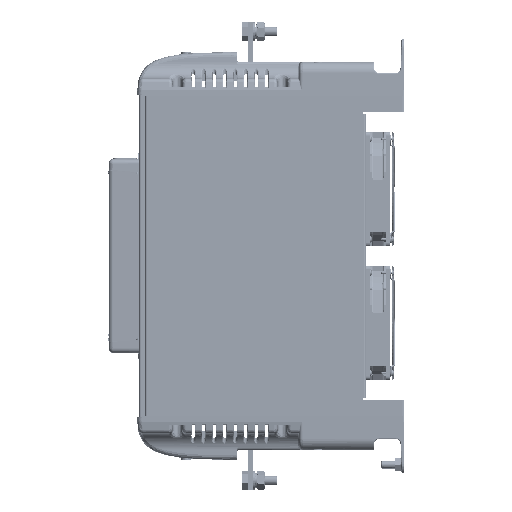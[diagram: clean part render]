
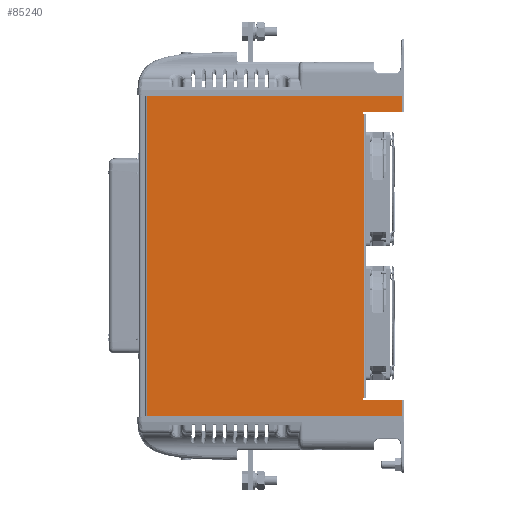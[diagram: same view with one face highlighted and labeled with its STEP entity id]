
A CAD part, left-side view. The second image highlights one B-rep face of the part: STEP entity #85240.
In plain terms, the highlighted planar face has unit normal (-1, 0, 0).
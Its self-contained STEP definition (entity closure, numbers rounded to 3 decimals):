
#85240=ADVANCED_FACE('',(#233609),#233611,.T.);
#233609=FACE_BOUND('',#233610,.T.);
#233610=EDGE_LOOP('',(#290877,#290878,#290879,#290880,#290881,#290882,#290883,#290884,
#290885,#290886,#290887,#290888,#290889,#290890,#290891,#290892,#290893,#290894,
#290895,#290896,#290897,#290898,#290899,#290900,#290901,#290902,#290903,#290904));
#233611=PLANE('',#233612);
#233612=AXIS2_PLACEMENT_3D('',#233613,#233614,#233615);
#233613=CARTESIAN_POINT('',(-99.,142.1,167.5));
#233614=DIRECTION('',(-1.,0.,0.));
#233615=DIRECTION('',(0.,-1.,0.));
#290877=ORIENTED_EDGE('',*,*,#320725,.T.);
#290878=ORIENTED_EDGE('',*,*,#320726,.T.);
#290879=ORIENTED_EDGE('',*,*,#320727,.F.);
#290880=ORIENTED_EDGE('',*,*,#320728,.F.);
#290881=ORIENTED_EDGE('',*,*,#320729,.T.);
#290882=ORIENTED_EDGE('',*,*,#320730,.T.);
#290883=ORIENTED_EDGE('',*,*,#320731,.T.);
#290884=ORIENTED_EDGE('',*,*,#320732,.T.);
#290885=ORIENTED_EDGE('',*,*,#320733,.T.);
#290886=ORIENTED_EDGE('',*,*,#320734,.F.);
#290887=ORIENTED_EDGE('',*,*,#320735,.F.);
#290888=ORIENTED_EDGE('',*,*,#320736,.F.);
#290889=ORIENTED_EDGE('',*,*,#320737,.T.);
#290890=ORIENTED_EDGE('',*,*,#320738,.T.);
#290891=ORIENTED_EDGE('',*,*,#320739,.T.);
#290892=ORIENTED_EDGE('',*,*,#320740,.T.);
#290893=ORIENTED_EDGE('',*,*,#320741,.T.);
#290894=ORIENTED_EDGE('',*,*,#320742,.T.);
#290895=ORIENTED_EDGE('',*,*,#320743,.T.);
#290896=ORIENTED_EDGE('',*,*,#320744,.F.);
#290897=ORIENTED_EDGE('',*,*,#320745,.T.);
#290898=ORIENTED_EDGE('',*,*,#320746,.F.);
#290899=ORIENTED_EDGE('',*,*,#320747,.T.);
#290900=ORIENTED_EDGE('',*,*,#320748,.T.);
#290901=ORIENTED_EDGE('',*,*,#320749,.T.);
#290902=ORIENTED_EDGE('',*,*,#320750,.T.);
#290903=ORIENTED_EDGE('',*,*,#320751,.T.);
#290904=ORIENTED_EDGE('',*,*,#320752,.F.);
#320725=EDGE_CURVE('',#365288,#365289,#365290,.T.);
#320726=EDGE_CURVE('',#365289,#365291,#365292,.T.);
#320727=EDGE_CURVE('',#365293,#365291,#365294,.T.);
#320728=EDGE_CURVE('',#365295,#365293,#365296,.T.);
#320729=EDGE_CURVE('',#365295,#365297,#365298,.T.);
#320730=EDGE_CURVE('',#365297,#365299,#365300,.T.);
#320731=EDGE_CURVE('',#365299,#365301,#365302,.T.);
#320732=EDGE_CURVE('',#365301,#365303,#365304,.T.);
#320733=EDGE_CURVE('',#365303,#365305,#365306,.T.);
#320734=EDGE_CURVE('',#365307,#365305,#365308,.T.);
#320735=EDGE_CURVE('',#365309,#365307,#365310,.T.);
#320736=EDGE_CURVE('',#365311,#365309,#365312,.T.);
#320737=EDGE_CURVE('',#365311,#365313,#365314,.T.);
#320738=EDGE_CURVE('',#365313,#365315,#365316,.T.);
#320739=EDGE_CURVE('',#365315,#365317,#365318,.T.);
#320740=EDGE_CURVE('',#365317,#365319,#365320,.T.);
#320741=EDGE_CURVE('',#365319,#365321,#365322,.T.);
#320742=EDGE_CURVE('',#365321,#365323,#365324,.T.);
#320743=EDGE_CURVE('',#365323,#365325,#365326,.T.);
#320744=EDGE_CURVE('',#365327,#365325,#365328,.T.);
#320745=EDGE_CURVE('',#365327,#365329,#365330,.T.);
#320746=EDGE_CURVE('',#365331,#365329,#365332,.T.);
#320747=EDGE_CURVE('',#365331,#365333,#365334,.T.);
#320748=EDGE_CURVE('',#365333,#365335,#365336,.T.);
#320749=EDGE_CURVE('',#365335,#365337,#365338,.T.);
#320750=EDGE_CURVE('',#365337,#365339,#365340,.T.);
#320751=EDGE_CURVE('',#365339,#365341,#365342,.T.);
#320752=EDGE_CURVE('',#365288,#365341,#365343,.T.);
#365288=VERTEX_POINT('',#596696);
#365289=VERTEX_POINT('',#596697);
#365290=LINE('',#596698,#596699);
#365291=VERTEX_POINT('',#596701);
#365292=LINE('',#596702,#596703);
#365293=VERTEX_POINT('',#596705);
#365294=LINE('',#596706,#596707);
#365295=VERTEX_POINT('',#596709);
#365296=LINE('',#596710,#596711);
#365297=VERTEX_POINT('',#596713);
#365298=LINE('',#596714,#596715);
#365299=VERTEX_POINT('',#596717);
#365300=LINE('',#596718,#596719);
#365301=VERTEX_POINT('',#596721);
#365302=LINE('',#596722,#596723);
#365303=VERTEX_POINT('',#596725);
#365304=LINE('',#596726,#596727);
#365305=VERTEX_POINT('',#596729);
#365306=LINE('',#596730,#596731);
#365307=VERTEX_POINT('',#596733);
#365308=LINE('',#596734,#596735);
#365309=VERTEX_POINT('',#596737);
#365310=LINE('',#596738,#596739);
#365311=VERTEX_POINT('',#596741);
#365312=LINE('',#596742,#596743);
#365313=VERTEX_POINT('',#596745);
#365314=LINE('',#596746,#596747);
#365315=VERTEX_POINT('',#596749);
#365316=LINE('',#596750,#596751);
#365317=VERTEX_POINT('',#596753);
#365318=LINE('',#596754,#596755);
#365319=VERTEX_POINT('',#596757);
#365320=LINE('',#596758,#596759);
#365321=VERTEX_POINT('',#596761);
#365322=LINE('',#596762,#596763);
#365323=VERTEX_POINT('',#596765);
#365324=LINE('',#596766,#596767);
#365325=VERTEX_POINT('',#596769);
#365326=LINE('',#596770,#596771);
#365327=VERTEX_POINT('',#596773);
#365328=LINE('',#596774,#596775);
#365329=VERTEX_POINT('',#596777);
#365330=LINE('',#596778,#596779);
#365331=VERTEX_POINT('',#596781);
#365332=LINE('',#596782,#596783);
#365333=VERTEX_POINT('',#596785);
#365334=LINE('',#596786,#596787);
#365335=VERTEX_POINT('',#596789);
#365336=LINE('',#596790,#596791);
#365337=VERTEX_POINT('',#596793);
#365338=LINE('',#596794,#596795);
#365339=VERTEX_POINT('',#596797);
#365340=LINE('',#596798,#596799);
#365341=VERTEX_POINT('',#596801);
#365342=LINE('',#596802,#596803);
#365343=LINE('',#596805,#596806);
#596696=CARTESIAN_POINT('',(-99.,115.6,167.25));
#596697=CARTESIAN_POINT('',(-99.,128.51,167.25));
#596698=CARTESIAN_POINT('',(-99.,115.6,167.25));
#596699=VECTOR('',#596700,1.);
#596700=DIRECTION('',(0.,1.,0.));
#596701=CARTESIAN_POINT('',(-99.,128.51,-179.25));
#596702=CARTESIAN_POINT('',(-99.,128.51,167.25));
#596703=VECTOR('',#596704,1.);
#596704=DIRECTION('',(0.,0.,-1.));
#596705=CARTESIAN_POINT('',(-99.,115.6,-179.25));
#596706=CARTESIAN_POINT('',(-99.,115.6,-179.25));
#596707=VECTOR('',#596708,1.);
#596708=DIRECTION('',(0.,1.,0.));
#596709=CARTESIAN_POINT('',(-99.,115.6,-177.));
#596710=CARTESIAN_POINT('',(-99.,115.6,-177.));
#596711=VECTOR('',#596712,1.);
#596712=DIRECTION('',(0.,0.,-1.));
#596713=CARTESIAN_POINT('',(-99.,114.1,-177.));
#596714=CARTESIAN_POINT('',(-99.,115.6,-177.));
#596715=VECTOR('',#596716,1.);
#596716=DIRECTION('',(0.,-1.,0.));
#596717=CARTESIAN_POINT('',(-99.,114.1,-177.5));
#596718=CARTESIAN_POINT('',(-99.,114.1,-177.));
#596719=VECTOR('',#596720,1.);
#596720=DIRECTION('',(0.,0.,-1.));
#596721=CARTESIAN_POINT('',(-99.,-30.9,-177.5));
#596722=CARTESIAN_POINT('',(-99.,114.1,-177.5));
#596723=VECTOR('',#596724,1.);
#596724=DIRECTION('',(0.,-1.,0.));
#596725=CARTESIAN_POINT('',(-99.,-30.9,-177.));
#596726=CARTESIAN_POINT('',(-99.,-30.9,-177.5));
#596727=VECTOR('',#596728,1.);
#596728=DIRECTION('',(0.,0.,1.));
#596729=CARTESIAN_POINT('',(-99.,-32.4,-177.));
#596730=CARTESIAN_POINT('',(-99.,-30.9,-177.));
#596731=VECTOR('',#596732,1.);
#596732=DIRECTION('',(0.,-1.,0.));
#596733=CARTESIAN_POINT('',(-99.,-32.4,-179.5));
#596734=CARTESIAN_POINT('',(-99.,-32.4,-179.5));
#596735=VECTOR('',#596736,1.);
#596736=DIRECTION('',(0.,0.,1.));
#596737=CARTESIAN_POINT('',(-99.,-138.9,-179.5));
#596738=CARTESIAN_POINT('',(-99.,-138.9,-179.5));
#596739=VECTOR('',#596740,1.);
#596740=DIRECTION('',(0.,1.,0.));
#596741=CARTESIAN_POINT('',(-99.,-138.9,-156.5));
#596742=CARTESIAN_POINT('',(-99.,-138.9,-156.5));
#596743=VECTOR('',#596744,1.);
#596744=DIRECTION('',(0.,0.,-1.));
#596745=CARTESIAN_POINT('',(-99.,-98.,-156.5));
#596746=CARTESIAN_POINT('',(-99.,-138.9,-156.5));
#596747=VECTOR('',#596748,1.);
#596748=DIRECTION('',(0.,1.,0.));
#596749=CARTESIAN_POINT('',(-99.,-98.,-154.5));
#596750=CARTESIAN_POINT('',(-99.,-98.,-156.5));
#596751=VECTOR('',#596752,1.);
#596752=DIRECTION('',(0.,0.,1.));
#596753=CARTESIAN_POINT('',(-99.,-98.5,-154.5));
#596754=CARTESIAN_POINT('',(-99.,-98.,-154.5));
#596755=VECTOR('',#596756,1.);
#596756=DIRECTION('',(0.,-1.,0.));
#596757=CARTESIAN_POINT('',(-99.,-98.5,142.5));
#596758=CARTESIAN_POINT('',(-99.,-98.5,-154.5));
#596759=VECTOR('',#596760,1.);
#596760=DIRECTION('',(0.,0.,1.));
#596761=CARTESIAN_POINT('',(-99.,-98.,142.5));
#596762=CARTESIAN_POINT('',(-99.,-98.5,142.5));
#596763=VECTOR('',#596764,1.);
#596764=DIRECTION('',(0.,1.,0.));
#596765=CARTESIAN_POINT('',(-99.,-98.,144.5));
#596766=CARTESIAN_POINT('',(-99.,-98.,142.5));
#596767=VECTOR('',#596768,1.);
#596768=DIRECTION('',(0.,0.,1.));
#596769=CARTESIAN_POINT('',(-99.,-138.9,144.5));
#596770=CARTESIAN_POINT('',(-99.,-98.,144.5));
#596771=VECTOR('',#596772,1.);
#596772=DIRECTION('',(0.,-1.,0.));
#596773=CARTESIAN_POINT('',(-99.,-138.9,167.5));
#596774=CARTESIAN_POINT('',(-99.,-138.9,167.5));
#596775=VECTOR('',#596776,1.);
#596776=DIRECTION('',(0.,0.,-1.));
#596777=CARTESIAN_POINT('',(-99.,-32.4,167.5));
#596778=CARTESIAN_POINT('',(-99.,-138.9,167.5));
#596779=VECTOR('',#596780,1.);
#596780=DIRECTION('',(0.,1.,0.));
#596781=CARTESIAN_POINT('',(-99.,-32.4,165.));
#596782=CARTESIAN_POINT('',(-99.,-32.4,165.));
#596783=VECTOR('',#596784,1.);
#596784=DIRECTION('',(0.,0.,1.));
#596785=CARTESIAN_POINT('',(-99.,-30.9,165.));
#596786=CARTESIAN_POINT('',(-99.,-32.4,165.));
#596787=VECTOR('',#596788,1.);
#596788=DIRECTION('',(0.,1.,0.));
#596789=CARTESIAN_POINT('',(-99.,-30.9,165.5));
#596790=CARTESIAN_POINT('',(-99.,-30.9,165.));
#596791=VECTOR('',#596792,1.);
#596792=DIRECTION('',(0.,0.,1.));
#596793=CARTESIAN_POINT('',(-99.,114.1,165.5));
#596794=CARTESIAN_POINT('',(-99.,-30.9,165.5));
#596795=VECTOR('',#596796,1.);
#596796=DIRECTION('',(0.,1.,0.));
#596797=CARTESIAN_POINT('',(-99.,114.1,165.));
#596798=CARTESIAN_POINT('',(-99.,114.1,165.5));
#596799=VECTOR('',#596800,1.);
#596800=DIRECTION('',(0.,0.,-1.));
#596801=CARTESIAN_POINT('',(-99.,115.6,165.));
#596802=CARTESIAN_POINT('',(-99.,114.1,165.));
#596803=VECTOR('',#596804,1.);
#596804=DIRECTION('',(0.,1.,0.));
#596805=CARTESIAN_POINT('',(-99.,115.6,167.25));
#596806=VECTOR('',#596807,1.);
#596807=DIRECTION('',(0.,0.,-1.));
